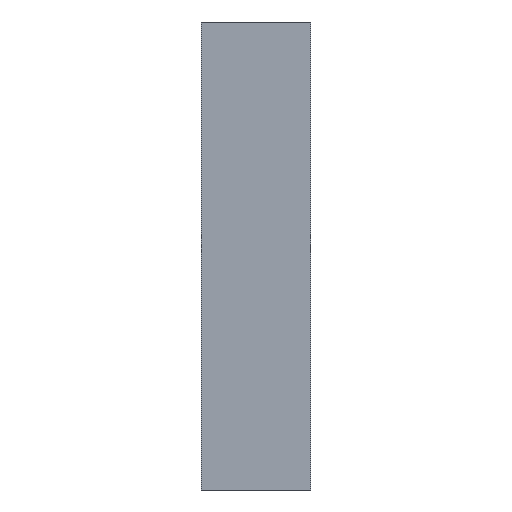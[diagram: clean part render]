
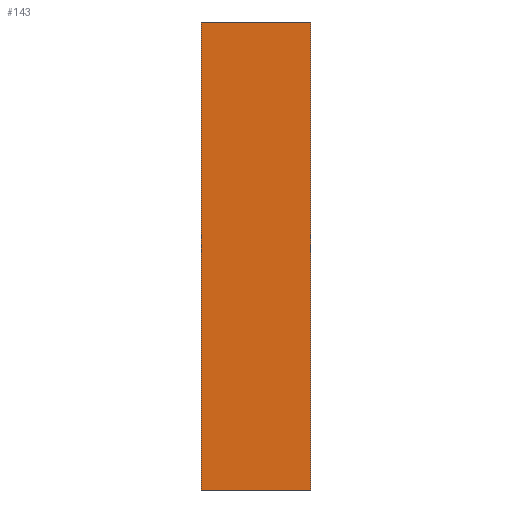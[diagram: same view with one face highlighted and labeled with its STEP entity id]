
A CAD part, left-side view. The second image highlights one B-rep face of the part: STEP entity #143.
In plain terms, the highlighted planar face has unit normal (-1, 0, 0).
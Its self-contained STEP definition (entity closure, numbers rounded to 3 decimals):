
#4 = EDGE_CURVE ( 'NONE', #1066, #1071, #314, .T. ) ;
#51 = EDGE_CURVE ( 'NONE', #1535, #1071, #1425, .T. ) ;
#78 = CARTESIAN_POINT ( 'NONE',  ( -100., 35., 75. ) ) ;
#143 = ADVANCED_FACE ( 'NONE', ( #1574 ), #1580, .F. ) ;
#311 = EDGE_CURVE ( 'NONE', #1152, #1066, #494, .T. ) ;
#314 = LINE ( 'NONE', #772, #345 ) ;
#345 = VECTOR ( 'NONE', #1274, 1000. ) ;
#421 = CARTESIAN_POINT ( 'NONE',  ( -100., 35., 75. ) ) ;
#483 = VECTOR ( 'NONE', #1339, 1000. ) ;
#494 = LINE ( 'NONE', #1506, #701 ) ;
#581 = DIRECTION ( 'NONE',  ( 1., 0., 0. ) ) ;
#701 = VECTOR ( 'NONE', #1119, 1000. ) ;
#706 = CARTESIAN_POINT ( 'NONE',  ( -100., 35., -75. ) ) ;
#772 = CARTESIAN_POINT ( 'NONE',  ( -100., 0., -75. ) ) ;
#777 = EDGE_LOOP ( 'NONE', ( #877, #1094, #1085, #1548 ) ) ;
#782 = CARTESIAN_POINT ( 'NONE',  ( -100., 0., -75. ) ) ;
#816 = CARTESIAN_POINT ( 'NONE',  ( -100., 35., -75. ) ) ;
#872 = VECTOR ( 'NONE', #1546, 1000. ) ;
#877 = ORIENTED_EDGE ( 'NONE', *, *, #4, .T. ) ;
#1066 = VERTEX_POINT ( 'NONE', #782 ) ;
#1071 = VERTEX_POINT ( 'NONE', #1524 ) ;
#1085 = ORIENTED_EDGE ( 'NONE', *, *, #1244, .F. ) ;
#1092 = CARTESIAN_POINT ( 'NONE',  ( -100., 35., -75. ) ) ;
#1094 = ORIENTED_EDGE ( 'NONE', *, *, #51, .F. ) ;
#1119 = DIRECTION ( 'NONE',  ( 0., -1., 0. ) ) ;
#1152 = VERTEX_POINT ( 'NONE', #816 ) ;
#1171 = DIRECTION ( 'NONE',  ( 0., 0., -1. ) ) ;
#1216 = LINE ( 'NONE', #1092, #483 ) ;
#1244 = EDGE_CURVE ( 'NONE', #1152, #1535, #1216, .T. ) ;
#1274 = DIRECTION ( 'NONE',  ( 0., 0., 1. ) ) ;
#1339 = DIRECTION ( 'NONE',  ( 0., 0., 1. ) ) ;
#1425 = LINE ( 'NONE', #421, #872 ) ;
#1506 = CARTESIAN_POINT ( 'NONE',  ( -100., 35., -75. ) ) ;
#1524 = CARTESIAN_POINT ( 'NONE',  ( -100., 0., 75. ) ) ;
#1535 = VERTEX_POINT ( 'NONE', #78 ) ;
#1537 = AXIS2_PLACEMENT_3D ( 'NONE', #706, #581, #1171 ) ;
#1546 = DIRECTION ( 'NONE',  ( 0., -1., 0. ) ) ;
#1548 = ORIENTED_EDGE ( 'NONE', *, *, #311, .T. ) ;
#1574 = FACE_OUTER_BOUND ( 'NONE', #777, .T. ) ;
#1580 = PLANE ( 'NONE',  #1537 ) ;
